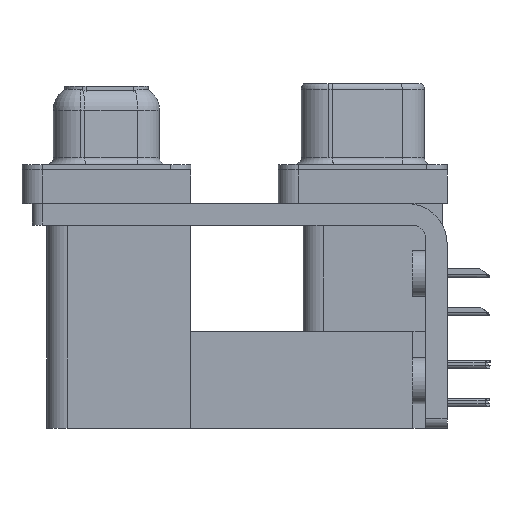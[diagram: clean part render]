
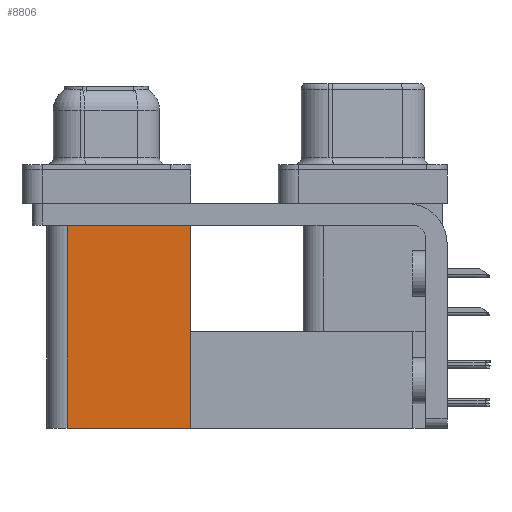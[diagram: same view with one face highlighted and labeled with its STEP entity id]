
A CAD part, left-side view. The second image highlights one B-rep face of the part: STEP entity #8806.
In plain terms, the highlighted planar face has unit normal (-1, 0, 0).
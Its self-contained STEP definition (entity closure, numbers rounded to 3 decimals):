
#322 = PLANE ( 'NONE',  #25448 ) ;
#1557 = CARTESIAN_POINT ( 'NONE',  ( 3.765, 12.775, -2.5 ) ) ;
#1813 = EDGE_LOOP ( 'NONE', ( #5981, #9895, #40523, #6026 ) ) ;
#2154 = CARTESIAN_POINT ( 'NONE',  ( 3.765, 21.975, -2.5 ) ) ;
#5061 = DIRECTION ( 'NONE',  ( 0., 1., 0. ) ) ;
#5981 = ORIENTED_EDGE ( 'NONE', *, *, #22203, .T. ) ;
#6026 = ORIENTED_EDGE ( 'NONE', *, *, #9291, .T. ) ;
#8806 = ADVANCED_FACE ( 'NONE', ( #40761 ), #322, .F. ) ;
#9291 = EDGE_CURVE ( 'NONE', #34906, #43895, #30841, .T. ) ;
#9895 = ORIENTED_EDGE ( 'NONE', *, *, #23977, .F. ) ;
#12112 = CARTESIAN_POINT ( 'NONE',  ( 3.765, 12.775, -2.5 ) ) ;
#12545 = DIRECTION ( 'NONE',  ( 0., 1., 0. ) ) ;
#12707 = VECTOR ( 'NONE', #44949, 1000. ) ;
#12762 = CARTESIAN_POINT ( 'NONE',  ( 3.765, 21.975, -19.2 ) ) ;
#14990 = VECTOR ( 'NONE', #27125, 1000. ) ;
#15582 = CARTESIAN_POINT ( 'NONE',  ( 3.765, 12.775, -19.2 ) ) ;
#18436 = CARTESIAN_POINT ( 'NONE',  ( 3.765, 21.975, -19.2 ) ) ;
#18882 = LINE ( 'NONE', #15582, #29857 ) ;
#21009 = VECTOR ( 'NONE', #5061, 1000. ) ;
#22203 = EDGE_CURVE ( 'NONE', #43895, #44792, #29990, .T. ) ;
#23326 = CARTESIAN_POINT ( 'NONE',  ( 3.765, 12.775, -19.2 ) ) ;
#23354 = LINE ( 'NONE', #12762, #14990 ) ;
#23848 = CARTESIAN_POINT ( 'NONE',  ( 3.765, 12.775, -19.2 ) ) ;
#23977 = EDGE_CURVE ( 'NONE', #44234, #44792, #23354, .T. ) ;
#25448 = AXIS2_PLACEMENT_3D ( 'NONE', #23848, #38173, #12545 ) ;
#27125 = DIRECTION ( 'NONE',  ( 0., 0., 1. ) ) ;
#29349 = CARTESIAN_POINT ( 'NONE',  ( 3.765, 12.775, -19.2 ) ) ;
#29857 = VECTOR ( 'NONE', #29935, 1000. ) ;
#29935 = DIRECTION ( 'NONE',  ( 0., 1., 0. ) ) ;
#29990 = LINE ( 'NONE', #12112, #21009 ) ;
#30841 = LINE ( 'NONE', #23326, #12707 ) ;
#34117 = EDGE_CURVE ( 'NONE', #34906, #44234, #18882, .T. ) ;
#34906 = VERTEX_POINT ( 'NONE', #29349 ) ;
#38173 = DIRECTION ( 'NONE',  ( 1., 0., 0. ) ) ;
#40523 = ORIENTED_EDGE ( 'NONE', *, *, #34117, .F. ) ;
#40761 = FACE_OUTER_BOUND ( 'NONE', #1813, .T. ) ;
#43895 = VERTEX_POINT ( 'NONE', #1557 ) ;
#44234 = VERTEX_POINT ( 'NONE', #18436 ) ;
#44792 = VERTEX_POINT ( 'NONE', #2154 ) ;
#44949 = DIRECTION ( 'NONE',  ( 0., 0., 1. ) ) ;
